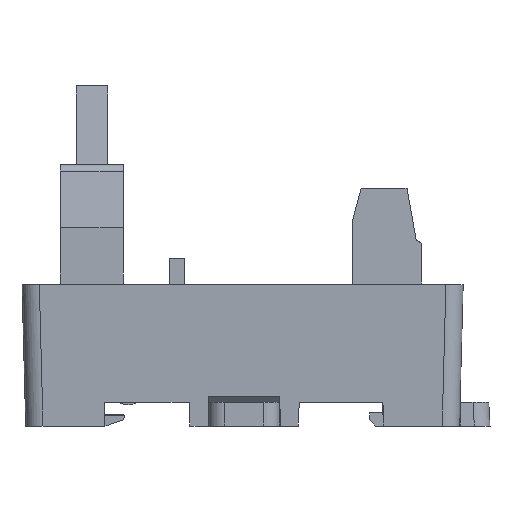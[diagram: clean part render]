
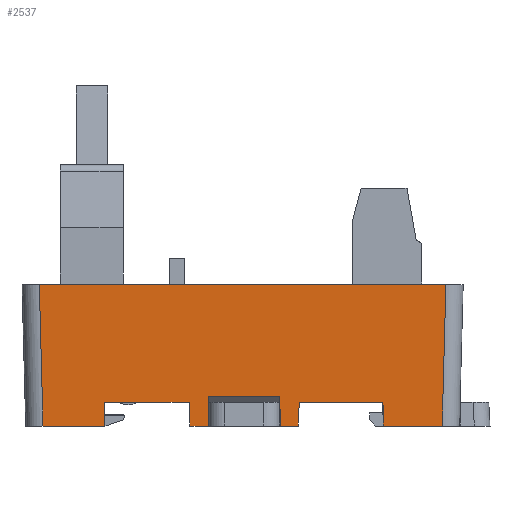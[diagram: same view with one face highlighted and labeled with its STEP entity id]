
A CAD part, left-side view. The second image highlights one B-rep face of the part: STEP entity #2537.
In plain terms, the highlighted planar face has unit normal (-1, 0, -0.026).
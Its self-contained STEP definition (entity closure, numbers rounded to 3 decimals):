
#1687=FACE_OUTER_BOUND('',#8383,.T.);
#2537=ADVANCED_FACE('',(#1687),#3396,.T.);
#3396=PLANE('',#17701);
#4511=LINE('',#23204,#6381);
#4523=LINE('',#23232,#6393);
#4694=LINE('',#23589,#6564);
#4702=LINE('',#23604,#6572);
#4710=LINE('',#23625,#6580);
#4733=LINE('',#23674,#6603);
#4754=LINE('',#23725,#6624);
#4761=LINE('',#23736,#6631);
#4762=LINE('',#23737,#6632);
#4763=LINE('',#23739,#6633);
#4764=LINE('',#23741,#6634);
#4765=LINE('',#23743,#6635);
#4766=LINE('',#23745,#6636);
#4767=LINE('',#23747,#6637);
#4768=LINE('',#23749,#6638);
#4769=LINE('',#23750,#6639);
#6381=VECTOR('',#18806,1.);
#6393=VECTOR('',#18822,1.);
#6564=VECTOR('',#19079,1.);
#6572=VECTOR('',#19091,1.);
#6580=VECTOR('',#19113,1.);
#6603=VECTOR('',#19150,1.);
#6624=VECTOR('',#19203,1.);
#6631=VECTOR('',#19218,1.);
#6632=VECTOR('',#19219,1.);
#6633=VECTOR('',#19220,1.);
#6634=VECTOR('',#19221,1.);
#6635=VECTOR('',#19222,1.);
#6636=VECTOR('',#19223,1.);
#6637=VECTOR('',#19224,1.);
#6638=VECTOR('',#19225,1.);
#6639=VECTOR('',#19226,1.);
#8383=EDGE_LOOP('',(#9860,#9861,#9862,#9863,#9864,#9865,#9866,#9867,#9868,
#9869,#9870,#9871,#9872,#9873,#9874,#9875));
#9860=ORIENTED_EDGE('',*,*,#15690,.T.);
#9861=ORIENTED_EDGE('',*,*,#15748,.T.);
#9862=ORIENTED_EDGE('',*,*,#15717,.T.);
#9863=ORIENTED_EDGE('',*,*,#15741,.F.);
#9864=ORIENTED_EDGE('',*,*,#15494,.T.);
#9865=ORIENTED_EDGE('',*,*,#15749,.F.);
#9866=ORIENTED_EDGE('',*,*,#15750,.F.);
#9867=ORIENTED_EDGE('',*,*,#15751,.T.);
#9868=ORIENTED_EDGE('',*,*,#15752,.F.);
#9869=ORIENTED_EDGE('',*,*,#15753,.T.);
#9870=ORIENTED_EDGE('',*,*,#15754,.F.);
#9871=ORIENTED_EDGE('',*,*,#15755,.T.);
#9872=ORIENTED_EDGE('',*,*,#15480,.T.);
#9873=ORIENTED_EDGE('',*,*,#15680,.T.);
#9874=ORIENTED_EDGE('',*,*,#15672,.T.);
#9875=ORIENTED_EDGE('',*,*,#15756,.T.);
#13970=VERTEX_POINT('',#23203);
#13971=VERTEX_POINT('',#23205);
#13984=VERTEX_POINT('',#23231);
#13985=VERTEX_POINT('',#23233);
#14127=VERTEX_POINT('',#23588);
#14128=VERTEX_POINT('',#23590);
#14138=VERTEX_POINT('',#23624);
#14139=VERTEX_POINT('',#23626);
#14157=VERTEX_POINT('',#23673);
#14158=VERTEX_POINT('',#23675);
#14172=VERTEX_POINT('',#23738);
#14173=VERTEX_POINT('',#23740);
#14174=VERTEX_POINT('',#23742);
#14175=VERTEX_POINT('',#23744);
#14176=VERTEX_POINT('',#23746);
#14177=VERTEX_POINT('',#23748);
#15480=EDGE_CURVE('',#13971,#13970,#4511,.T.);
#15494=EDGE_CURVE('',#13985,#13984,#4523,.T.);
#15672=EDGE_CURVE('',#14128,#14127,#4694,.T.);
#15680=EDGE_CURVE('',#13970,#14128,#4702,.T.);
#15690=EDGE_CURVE('',#14139,#14138,#4710,.T.);
#15717=EDGE_CURVE('',#14158,#14157,#4733,.T.);
#15741=EDGE_CURVE('',#13985,#14157,#4754,.T.);
#15748=EDGE_CURVE('',#14138,#14158,#4761,.T.);
#15749=EDGE_CURVE('',#14172,#13984,#4762,.T.);
#15750=EDGE_CURVE('',#14173,#14172,#4763,.T.);
#15751=EDGE_CURVE('',#14173,#14174,#4764,.T.);
#15752=EDGE_CURVE('',#14175,#14174,#4765,.T.);
#15753=EDGE_CURVE('',#14175,#14176,#4766,.T.);
#15754=EDGE_CURVE('',#14177,#14176,#4767,.T.);
#15755=EDGE_CURVE('',#14177,#13971,#4768,.T.);
#15756=EDGE_CURVE('',#14127,#14139,#4769,.T.);
#17701=AXIS2_PLACEMENT_3D('',#23751,#19227,#19228);
#18806=DIRECTION('',(0.,-1.,0.));
#18822=DIRECTION('',(0.,-1.,0.));
#19079=DIRECTION('',(0.,-1.,0.));
#19091=DIRECTION('',(0.026,-0.017,-1.));
#19113=DIRECTION('',(0.,1.,0.));
#19150=DIRECTION('',(0.,-1.,0.));
#19203=DIRECTION('',(0.026,0.017,-1.));
#19218=DIRECTION('',(0.026,-0.026,-0.999));
#19219=DIRECTION('',(-0.026,0.035,0.999));
#19220=DIRECTION('',(0.,1.,0.));
#19221=DIRECTION('',(-0.026,-0.009,1.));
#19222=DIRECTION('',(0.,1.,0.));
#19223=DIRECTION('',(0.026,-0.009,-1.));
#19224=DIRECTION('',(0.,1.,0.));
#19225=DIRECTION('',(-0.026,-0.035,0.999));
#19226=DIRECTION('',(-0.026,-0.026,0.999));
#19227=DIRECTION('',(-1.,0.,-0.026));
#19228=DIRECTION('',(0.026,0.,-1.));
#23203=CARTESIAN_POINT('',(-28.557,10.2,-15.));
#23204=CARTESIAN_POINT('',(-28.557,27.85,-15.));
#23205=CARTESIAN_POINT('',(-28.557,20.85,-15.));
#23231=CARTESIAN_POINT('',(-28.557,34.85,-15.));
#23232=CARTESIAN_POINT('',(-28.557,27.85,-15.));
#23233=CARTESIAN_POINT('',(-28.557,45.6,-15.));
#23588=CARTESIAN_POINT('',(-28.479,2.671,-18.));
#23589=CARTESIAN_POINT('',(-28.479,27.85,-18.));
#23590=CARTESIAN_POINT('',(-28.479,10.148,-18.));
#23604=CARTESIAN_POINT('',(-28.958,10.467,0.309));
#23624=CARTESIAN_POINT('',(-28.95,53.901,0.));
#23625=CARTESIAN_POINT('',(-28.95,28.35,0.));
#23626=CARTESIAN_POINT('',(-28.95,2.199,0.));
#23673=CARTESIAN_POINT('',(-28.479,45.652,-18.));
#23674=CARTESIAN_POINT('',(-28.479,28.35,-18.));
#23675=CARTESIAN_POINT('',(-28.479,53.429,-18.));
#23725=CARTESIAN_POINT('',(-28.526,45.621,-16.204));
#23736=CARTESIAN_POINT('',(-28.933,53.884,-0.66));
#23737=CARTESIAN_POINT('',(-28.526,34.808,-16.202));
#23738=CARTESIAN_POINT('',(-28.479,34.745,-18.));
#23739=CARTESIAN_POINT('',(-28.479,27.85,-18.));
#23740=CARTESIAN_POINT('',(-28.479,32.426,-18.));
#23741=CARTESIAN_POINT('',(-28.526,32.411,-16.204));
#23742=CARTESIAN_POINT('',(-28.576,32.394,-14.274));
#23743=CARTESIAN_POINT('',(-28.576,237.295,-14.274));
#23744=CARTESIAN_POINT('',(-28.576,23.306,-14.274));
#23745=CARTESIAN_POINT('',(-28.526,23.29,-16.204));
#23746=CARTESIAN_POINT('',(-28.479,23.274,-18.));
#23747=CARTESIAN_POINT('',(-28.479,27.85,-18.));
#23748=CARTESIAN_POINT('',(-28.479,20.955,-18.));
#23749=CARTESIAN_POINT('',(-28.943,20.336,-0.282));
#23750=CARTESIAN_POINT('',(-28.933,2.217,-0.66));
#23751=CARTESIAN_POINT('',(-28.95,28.35,-0.003));
